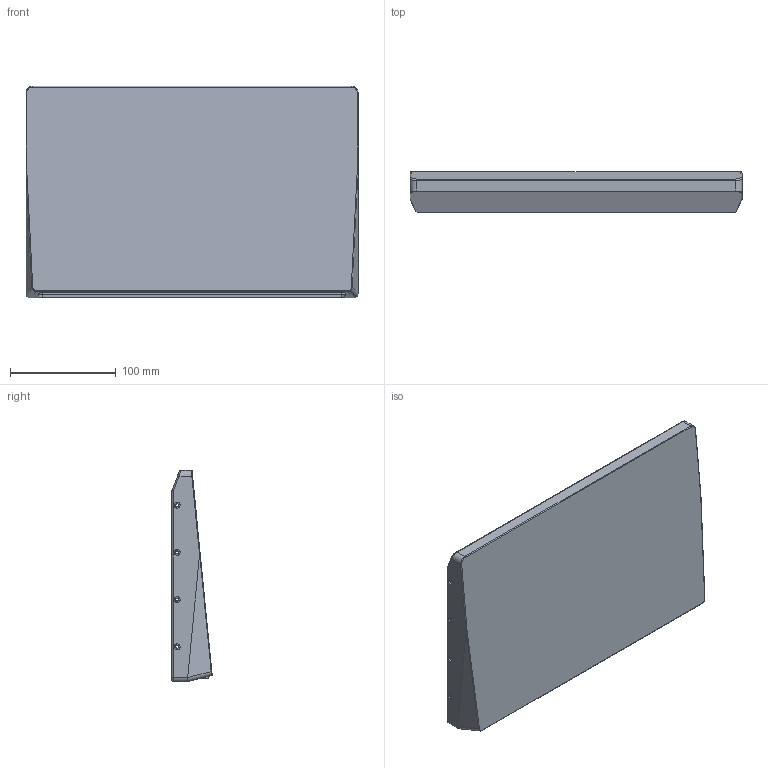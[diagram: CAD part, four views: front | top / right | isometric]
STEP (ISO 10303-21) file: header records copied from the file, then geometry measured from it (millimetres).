
FILE_DESCRIPTION(/* description */ (''),/* implementation_level */ '2;1');
FILE_NAME(/* name */ 'MC-76K-Base.step',/* time_stamp */ '2020-02-23T00:12:38+07:00',/* author */ (''),/* organization */ (''),/* preprocessor_version */ 'ST-DEVELOPER v18',/* originating_system */ 'Autodesk Translation Framework v8.12.0.6',/* authorisation */ '');
FILE_SCHEMA (('AUTOMOTIVE_DESIGN { 1 0 10303 214 3 1 1 }'));
Length unit declared in the file: millimetre
Products named in the file (1): Main Body
Bounding box: 314.32 x 38.04 x 200.03 mm (x, y, z)
Volume: 624913.4 mm3; surface area: 169740.4 mm2
Topology: 1 solids, 1 shells, 1427 faces, 3801 edges, 2621 vertices
Faces by surface type: plane 744, cylinder 443, torus 234, bspline 6
Full cylindrical faces by diameter (mm): 2.529 x99, 3 x8, 5.5 x8
Entity records: 46614 total; most frequent: CARTESIAN_POINT 8962, DIRECTION 8362, ORIENTED_EDGE 7602, EDGE_CURVE 3801, AXIS2_PLACEMENT_3D 3231, VERTEX_POINT 2621, LINE 1900, VECTOR 1900
